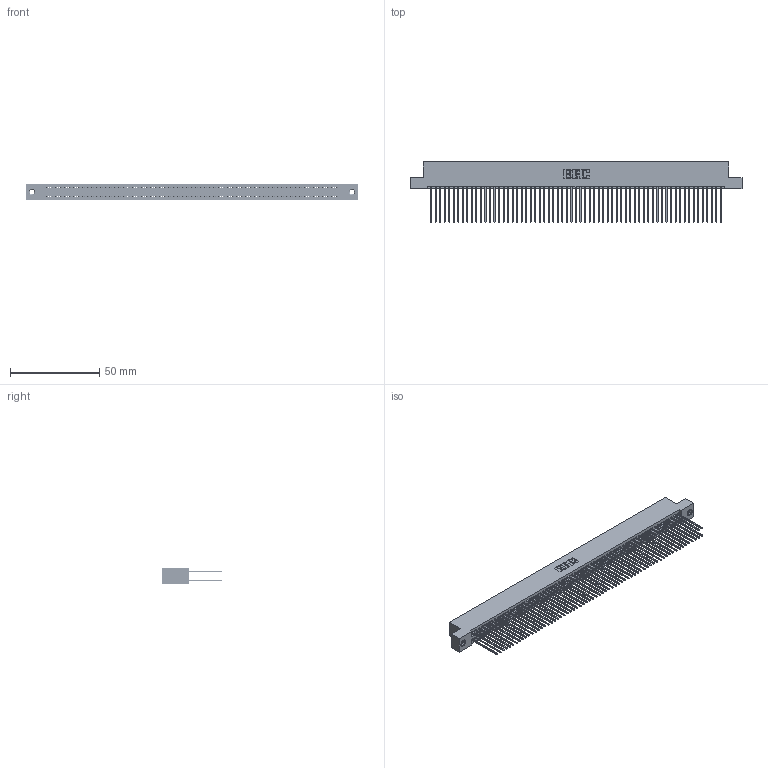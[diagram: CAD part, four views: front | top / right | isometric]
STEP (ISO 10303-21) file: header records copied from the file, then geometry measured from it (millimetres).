
FILE_DESCRIPTION (( 'STEP AP203' ), '1' );
FILE_NAME ('345-130-541-207.STEP', '2018-10-20T00:26:41', ( '' ), ( '' ), 'SwSTEP 2.0', 'SolidWorks 2016', '' );
FILE_SCHEMA (( 'CONFIG_CONTROL_DESIGN' ));
Length unit declared in the file: inch
Products named in the file (4): 345-130-541-207; 345-292-001_345-293-141; 345 Part_Flush Mounting Lugs - 0.156 Dia-TI; 345-250-001_345-250-005-103
Assembly tree (133 placements, depth 2):
  345-130-541-207
    345 Part_Flush Mounting Lugs - 0.156 Dia-TI
    345-292-001_345-293-141  x130
    345-250-001_345-250-005-103  x2
Bounding box: 186.31 x 33.96 x 9.4 mm (x, y, z)
Volume: 19044 mm3; surface area: 32129.6 mm2
Topology: 133 solids, 133 shells, 6686 faces, 19847 edges, 13050 vertices
Faces by surface type: plane 4402, cylinder 2268, cone 12, torus 4
Entity records: 49108 total; most frequent: CARTESIAN_POINT 8191, ORIENTED_EDGE 8118, DIRECTION 7221, EDGE_CURVE 4059, VECTOR 3647, LINE 3647, VERTEX_POINT 2700, AXIS2_PLACEMENT_3D 1787
